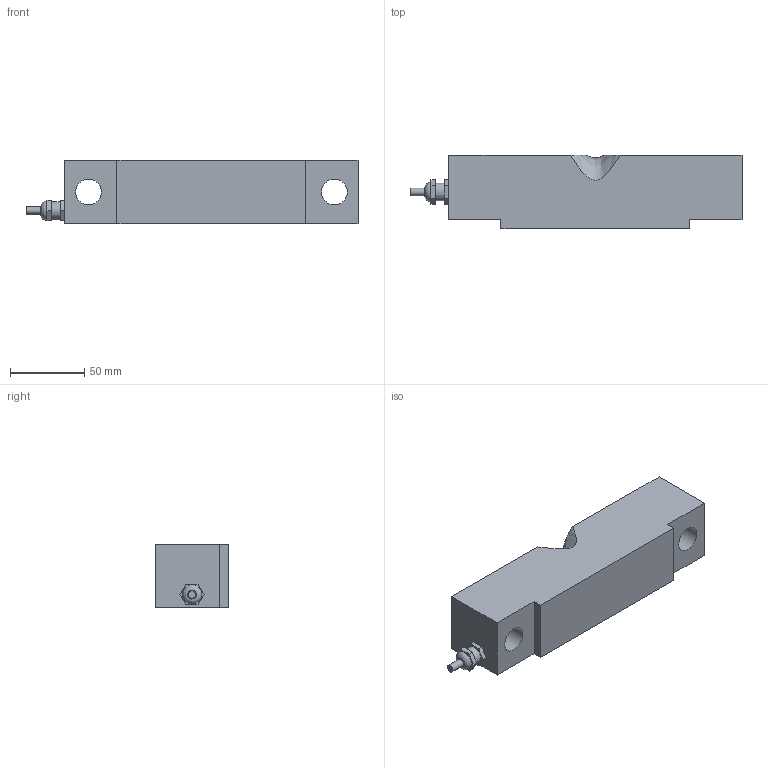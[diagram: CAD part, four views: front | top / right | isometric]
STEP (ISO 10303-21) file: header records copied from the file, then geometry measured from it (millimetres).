
FILE_DESCRIPTION(/* description */ (''),/* implementation_level */ '2;1');
FILE_NAME(/* name */ '102BH-(10-25)klb v2.step',/* time_stamp */ '2020-01-24T10:23:18-08:00',/* author */ (''),/* organization */ (''),/* preprocessor_version */ 'ST-DEVELOPER v18',/* originating_system */ 'Autodesk Translation Framework v8.12.0.6',/* authorisation */ '');
FILE_SCHEMA (('AUTOMOTIVE_DESIGN { 1 0 10303 214 3 1 1 }'));
Length unit declared in the file: millimetre
Products named in the file (2): 102BH-(10-25)klb; Connector
Assembly tree (1 placements, depth 2):
  102BH-(10-25)klb
    Connector
Bounding box: 222.88 x 49.28 x 42.93 mm (x, y, z)
Volume: 376076.4 mm3; surface area: 44799.2 mm2
Topology: 2 solids, 2 shells, 41 faces, 97 edges, 65 vertices
Faces by surface type: plane 30, cylinder 7, bspline 3, cone 1
Full cylindrical faces by diameter (mm): 5.1 x1, 10 x1, 12 x2, 13 x1, 17.272 x2
Entity records: 1454 total; most frequent: CARTESIAN_POINT 445, ORIENTED_EDGE 192, DIRECTION 192, EDGE_CURVE 96, LINE 70, VECTOR 70, VERTEX_POINT 65, AXIS2_PLACEMENT_3D 61
